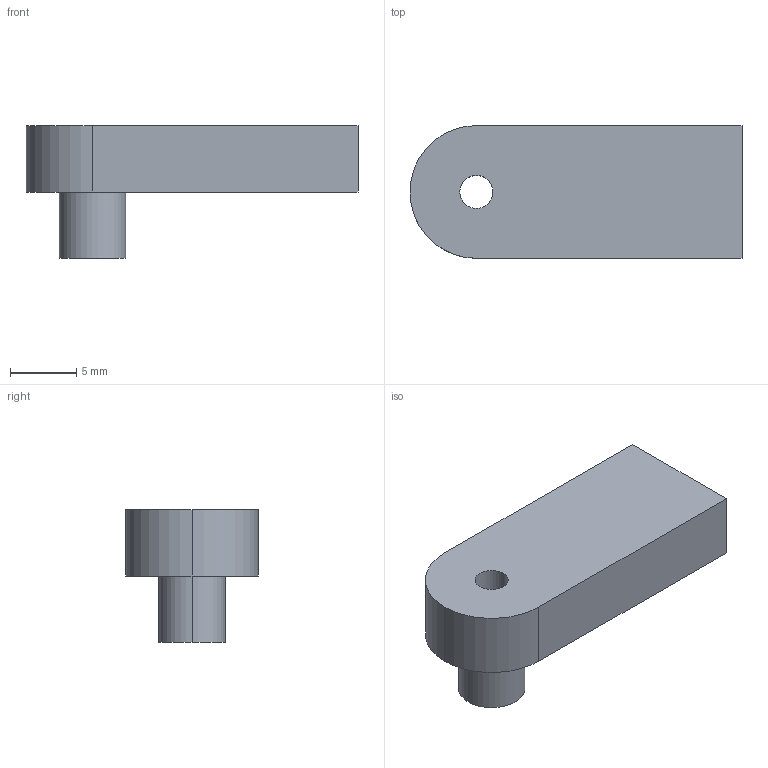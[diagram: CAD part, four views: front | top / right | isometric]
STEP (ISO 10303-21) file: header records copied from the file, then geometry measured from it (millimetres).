
FILE_DESCRIPTION (( 'STEP AP214' ), '1' );
FILE_NAME ('TR4link4.STEP', '2022-05-04T13:13:44', ( '' ), ( '' ), 'SwSTEP 2.0', 'SolidWorks 2020', '' );
FILE_SCHEMA (( 'AUTOMOTIVE_DESIGN' ));
Length unit declared in the file: millimetre
Products named in the file (1): TR4link4
Bounding box: 25 x 10 x 10 mm (x, y, z)
Volume: 1245.4 mm3; surface area: 954.3 mm2
Topology: 1 solids, 1 shells, 12 faces, 27 edges, 18 vertices
Faces by surface type: cylinder 6, plane 6
Entity records: 381 total; most frequent: DIRECTION 65, CARTESIAN_POINT 58, ORIENTED_EDGE 54, EDGE_CURVE 27, AXIS2_PLACEMENT_3D 25, VERTEX_POINT 18, EDGE_LOOP 15, VECTOR 15
